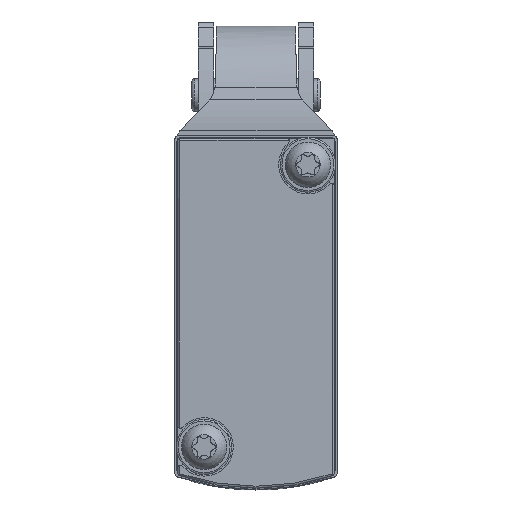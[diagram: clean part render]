
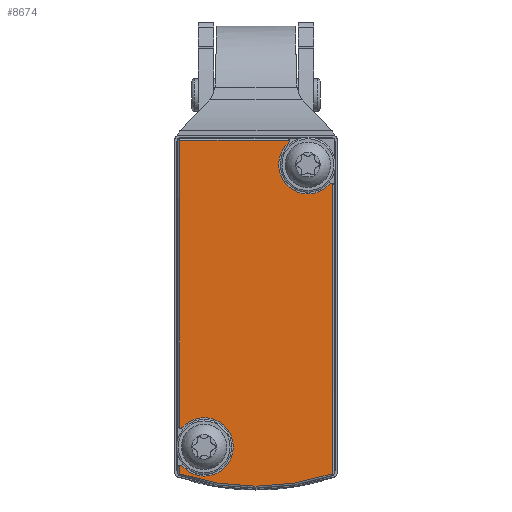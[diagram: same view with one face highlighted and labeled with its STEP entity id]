
A CAD part, front view. The second image highlights one B-rep face of the part: STEP entity #8674.
In plain terms, the highlighted planar face has unit normal (0, -1, 0).
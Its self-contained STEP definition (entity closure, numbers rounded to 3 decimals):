
#169=PLANE('',#9159);
#337=LINE('',#12690,#794);
#338=LINE('',#12699,#795);
#339=LINE('',#12703,#796);
#340=LINE('',#12711,#797);
#794=VECTOR('',#10176,1000.);
#795=VECTOR('',#10183,1000.);
#796=VECTOR('',#10186,1000.);
#797=VECTOR('',#10193,1000.);
#1251=CIRCLE('',#9160,0.4);
#1252=CIRCLE('',#9161,3.6);
#1253=CIRCLE('',#9162,0.4);
#1254=CIRCLE('',#9163,29.537);
#1255=CIRCLE('',#9164,0.4);
#1256=CIRCLE('',#9165,3.6);
#1257=CIRCLE('',#9166,0.4);
#1755=ORIENTED_EDGE('',*,*,#3981,.T.);
#1756=ORIENTED_EDGE('',*,*,#3982,.F.);
#1757=ORIENTED_EDGE('',*,*,#3983,.T.);
#1758=ORIENTED_EDGE('',*,*,#3984,.F.);
#1759=ORIENTED_EDGE('',*,*,#3985,.T.);
#1760=ORIENTED_EDGE('',*,*,#3986,.T.);
#1761=ORIENTED_EDGE('',*,*,#3987,.F.);
#1762=ORIENTED_EDGE('',*,*,#3988,.F.);
#1763=ORIENTED_EDGE('',*,*,#3989,.T.);
#1764=ORIENTED_EDGE('',*,*,#3990,.F.);
#1765=ORIENTED_EDGE('',*,*,#3991,.T.);
#3981=EDGE_CURVE('',#5094,#5095,#337,.F.);
#3982=EDGE_CURVE('',#5096,#5095,#1251,.T.);
#3983=EDGE_CURVE('',#5096,#5097,#1252,.T.);
#3984=EDGE_CURVE('',#5098,#5097,#1253,.T.);
#3985=EDGE_CURVE('',#5098,#5099,#338,.F.);
#3986=EDGE_CURVE('',#5099,#5100,#1254,.T.);
#3987=EDGE_CURVE('',#5101,#5100,#339,.F.);
#3988=EDGE_CURVE('',#5102,#5101,#1255,.T.);
#3989=EDGE_CURVE('',#5102,#5103,#1256,.T.);
#3990=EDGE_CURVE('',#5104,#5103,#1257,.T.);
#3991=EDGE_CURVE('',#5104,#5094,#340,.T.);
#5094=VERTEX_POINT('',#12691);
#5095=VERTEX_POINT('',#12692);
#5096=VERTEX_POINT('',#12694);
#5097=VERTEX_POINT('',#12696);
#5098=VERTEX_POINT('',#12698);
#5099=VERTEX_POINT('',#12700);
#5100=VERTEX_POINT('',#12702);
#5101=VERTEX_POINT('',#12704);
#5102=VERTEX_POINT('',#12706);
#5103=VERTEX_POINT('',#12708);
#5104=VERTEX_POINT('',#12710);
#5985=EDGE_LOOP('',(#1755,#1756,#1757,#1758,#1759,#1760,#1761,#1762,#1763,
#1764,#1765));
#6586=FACE_BOUND('',#5985,.T.);
#8674=ADVANCED_FACE('',(#6586),#169,.F.);
#9159=AXIS2_PLACEMENT_3D('',#12689,#10174,#10175);
#9160=AXIS2_PLACEMENT_3D('',#12693,#10177,#10178);
#9161=AXIS2_PLACEMENT_3D('',#12695,#10179,#10180);
#9162=AXIS2_PLACEMENT_3D('',#12697,#10181,#10182);
#9163=AXIS2_PLACEMENT_3D('',#12701,#10184,#10185);
#9164=AXIS2_PLACEMENT_3D('',#12705,#10187,#10188);
#9165=AXIS2_PLACEMENT_3D('',#12707,#10189,#10190);
#9166=AXIS2_PLACEMENT_3D('',#12709,#10191,#10192);
#10174=DIRECTION('',(0.,1.,0.));
#10175=DIRECTION('',(0.,0.,1.));
#10176=DIRECTION('',(-1.,0.,0.));
#10177=DIRECTION('',(0.,1.,0.));
#10178=DIRECTION('',(1.,0.,0.));
#10179=DIRECTION('',(0.,1.,0.));
#10180=DIRECTION('',(1.,0.,0.));
#10181=DIRECTION('',(0.,1.,0.));
#10182=DIRECTION('',(1.,0.,0.));
#10183=DIRECTION('',(-1.,0.,0.));
#10184=DIRECTION('',(0.,-1.,0.));
#10185=DIRECTION('',(0.,0.,-1.));
#10186=DIRECTION('',(-1.,0.,0.));
#10187=DIRECTION('',(0.,1.,0.));
#10188=DIRECTION('',(1.,0.,0.));
#10189=DIRECTION('',(0.,1.,0.));
#10190=DIRECTION('',(1.,0.,0.));
#10191=DIRECTION('',(0.,1.,0.));
#10192=DIRECTION('',(1.,0.,0.));
#10193=DIRECTION('',(0.,0.,-1.));
#12689=CARTESIAN_POINT('',(-20.25,-13.2,-9.25));
#12690=CARTESIAN_POINT('',(25.,-13.2,-9.387));
#12691=CARTESIAN_POINT('',(-20.387,-13.2,-9.387));
#12692=CARTESIAN_POINT('',(15.097,-13.2,-9.387));
#12693=CARTESIAN_POINT('',(14.699,-13.2,-9.35));
#12694=CARTESIAN_POINT('',(14.969,-13.2,-9.055));
#12695=CARTESIAN_POINT('',(17.4,-13.2,-6.4));
#12696=CARTESIAN_POINT('',(19.831,-13.2,-9.055));
#12697=CARTESIAN_POINT('',(20.101,-13.2,-9.35));
#12698=CARTESIAN_POINT('',(19.703,-13.2,-9.387));
#12699=CARTESIAN_POINT('',(25.,-13.2,-9.387));
#12700=CARTESIAN_POINT('',(20.722,-13.2,-9.387));
#12701=CARTESIAN_POINT('',(-7.284,-13.2,0.));
#12702=CARTESIAN_POINT('',(20.722,-13.2,9.387));
#12703=CARTESIAN_POINT('',(25.,-13.2,9.387));
#12704=CARTESIAN_POINT('',(-15.097,-13.2,9.387));
#12705=CARTESIAN_POINT('',(-14.699,-13.2,9.35));
#12706=CARTESIAN_POINT('',(-14.969,-13.2,9.055));
#12707=CARTESIAN_POINT('',(-17.4,-13.2,6.4));
#12708=CARTESIAN_POINT('',(-20.055,-13.2,3.969));
#12709=CARTESIAN_POINT('',(-20.35,-13.2,3.699));
#12710=CARTESIAN_POINT('',(-20.387,-13.2,4.097));
#12711=CARTESIAN_POINT('',(-20.387,-13.2,10.));
